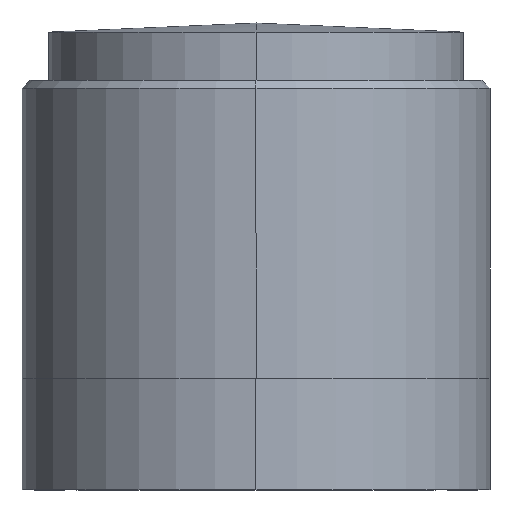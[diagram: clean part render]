
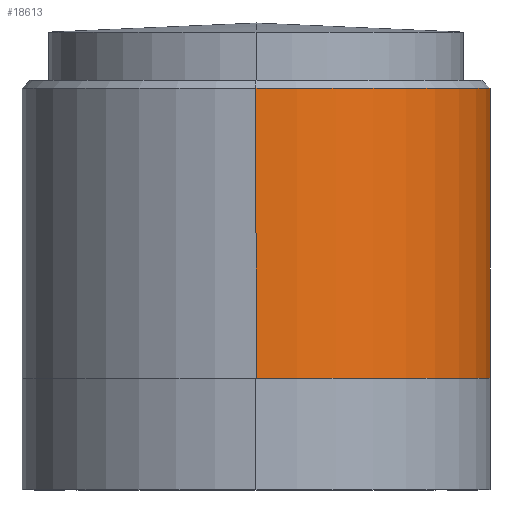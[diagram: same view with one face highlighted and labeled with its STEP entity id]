
A CAD part, left-side view. The second image highlights one B-rep face of the part: STEP entity #18613.
In plain terms, the highlighted cylindrical face has radius 11.176 mm (diameter 22.352 mm), a partial arc.
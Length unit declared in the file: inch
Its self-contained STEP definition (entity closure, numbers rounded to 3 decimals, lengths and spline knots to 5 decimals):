
#18572=CARTESIAN_POINT('',(0.0,0.0,-0.15));
#18573=DIRECTION('',(0.0,0.0,1.0));
#18574=DIRECTION('',(1.0,0.0,0.0));
#18575=AXIS2_PLACEMENT_3D('',#18572,#18573,#18574);
#18576=CYLINDRICAL_SURFACE('',#18575,0.44);
#18577=CARTESIAN_POINT('',(0.44,0.,0.395));
#18578=VERTEX_POINT('',#18577);
#18579=CARTESIAN_POINT('',(0.44,0.0,-0.15));
#18580=VERTEX_POINT('',#18579);
#18581=CARTESIAN_POINT('',(0.44,0.,0.395));
#18582=DIRECTION('',(0.0,0.0,-1.0));
#18583=VECTOR('',#18582,0.545);
#18584=LINE('',#18581,#18583);
#18585=EDGE_CURVE('',#18578,#18580,#18584,.T.);
#18586=ORIENTED_EDGE('',*,*,#18585,.F.);
#18587=CARTESIAN_POINT('',(-0.44,0.0,0.395));
#18588=VERTEX_POINT('',#18587);
#18589=CARTESIAN_POINT('',(0.0,0.0,0.395));
#18590=DIRECTION('',(0.0,0.0,1.0));
#18591=DIRECTION('',(-1.0,0.0,0.0));
#18592=AXIS2_PLACEMENT_3D('',#18589,#18590,#18591);
#18593=CIRCLE('',#18592,0.44);
#18594=EDGE_CURVE('',#18588,#18578,#18593,.T.);
#18595=ORIENTED_EDGE('',*,*,#18594,.F.);
#18596=CARTESIAN_POINT('',(-0.44,0.,-0.15));
#18597=VERTEX_POINT('',#18596);
#18598=CARTESIAN_POINT('',(-0.44,0.0,0.395));
#18599=DIRECTION('',(0.0,0.0,-1.0));
#18600=VECTOR('',#18599,0.545);
#18601=LINE('',#18598,#18600);
#18602=EDGE_CURVE('',#18588,#18597,#18601,.T.);
#18603=ORIENTED_EDGE('',*,*,#18602,.T.);
#18604=CARTESIAN_POINT('',(0.0,0.0,-0.15));
#18605=DIRECTION('',(0.0,0.0,1.0));
#18606=DIRECTION('',(1.0,0.0,0.0));
#18607=AXIS2_PLACEMENT_3D('',#18604,#18605,#18606);
#18608=CIRCLE('',#18607,0.44);
#18609=EDGE_CURVE('',#18597,#18580,#18608,.T.);
#18610=ORIENTED_EDGE('',*,*,#18609,.T.);
#18611=EDGE_LOOP('',(#18586,#18595,#18603,#18610));
#18612=FACE_OUTER_BOUND('',#18611,.T.);
#18613=ADVANCED_FACE('',(#18612),#18576,.T.);
